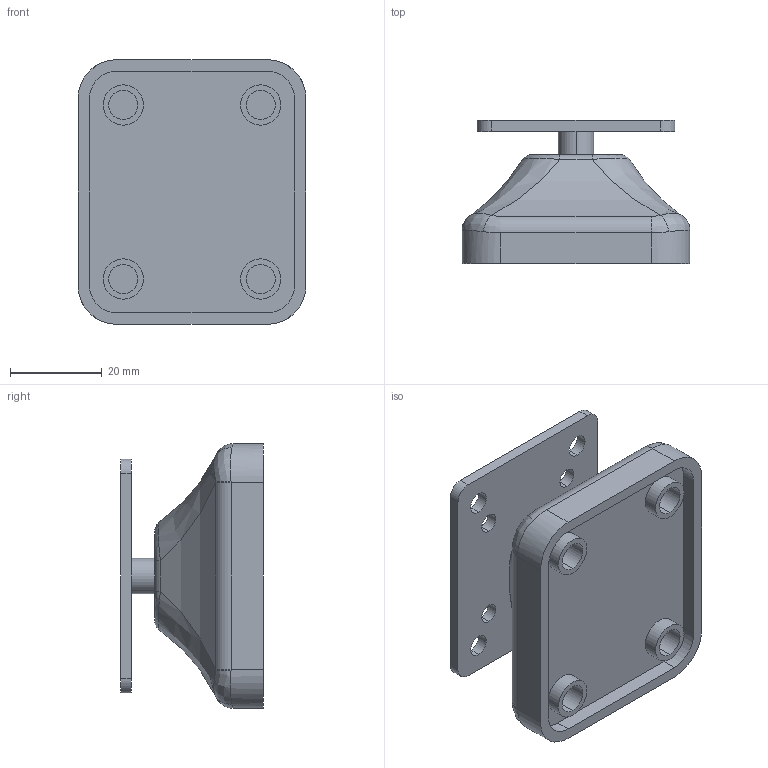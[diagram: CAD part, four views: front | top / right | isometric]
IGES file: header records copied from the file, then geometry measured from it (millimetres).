
Start section:  PTC IGES file: 149757.igs
Global section: file name: 149757.igs; native system: Pro/ENGINEER by Parametric Technology Corporation; preprocessor: 2009141; author: banengservice; organization: Unknown; date: 20100125.123942; units: inch
Bounding box: 49.78 x 31.22 x 57.78 mm (x, y, z)
Volume: 41795.8 mm3; surface area: 14368.5 mm2
Topology: 1 solids, 1 shells, 103 faces, 246 edges, 156 vertices
Faces by surface type: revolution 58, bspline 45
